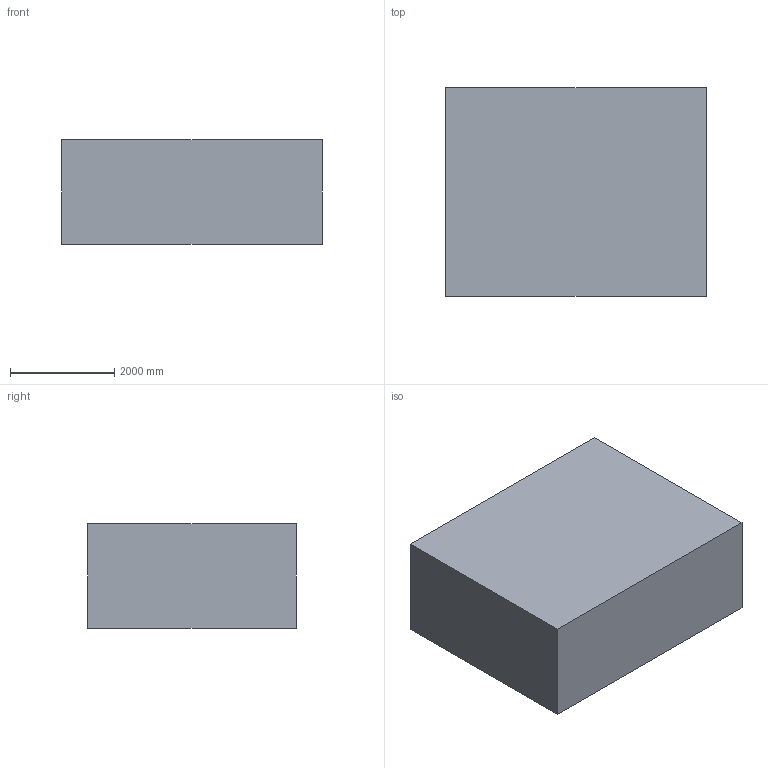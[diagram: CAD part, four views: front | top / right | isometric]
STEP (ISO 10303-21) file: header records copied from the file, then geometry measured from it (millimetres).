
FILE_DESCRIPTION(('CATIA V5 STEP Exchange'),'2;1');
FILE_NAME('Front Wing.stp','2019-11-11T15:08:05+00:00',('none'),('none'),'CATIA Version 5 Release 17 (IN-10)','CATIA V5 STEP AP203','none');
FILE_SCHEMA(('CONFIG_CONTROL_DESIGN'));
Length unit declared in the file: millimetre
Products named in the file (1): Front Wing
Assembly tree (5 placements, depth 2):
  Front Wing
    #56
    #2023
    #2198
    #2373
    #4340
Bounding box: 5000 x 4000 x 2000 mm (x, y, z)
Volume: 40013719281.6 mm3; surface area: 77428423 mm2
Topology: 5 solids, 5 shells, 26 faces, 48 edges, 32 vertices
Faces by surface type: plane 22, bspline 4
Entity records: 4496 total; most frequent: CARTESIAN_POINT 3868, DIRECTION 100, ORIENTED_EDGE 96, EDGE_CURVE 48, VECTOR 36, LINE 36, AXIS2_PLACEMENT_3D 32, VERTEX_POINT 32
